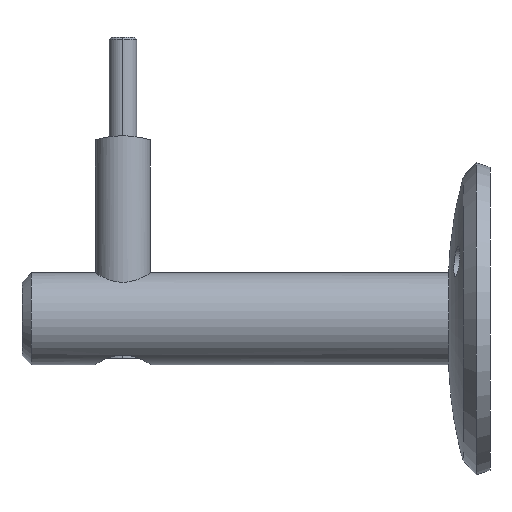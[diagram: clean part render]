
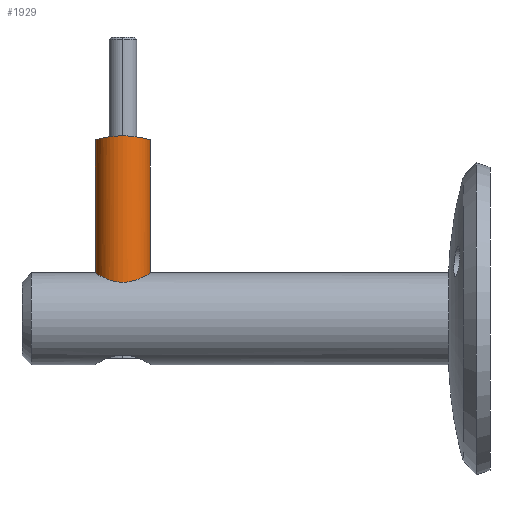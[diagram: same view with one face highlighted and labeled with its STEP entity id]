
A CAD part, left-side view. The second image highlights one B-rep face of the part: STEP entity #1929.
In plain terms, the highlighted cylindrical face has radius 6 mm (diameter 12 mm), a partial arc.
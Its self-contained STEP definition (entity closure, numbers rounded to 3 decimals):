
#8 = CARTESIAN_POINT ( 'NONE',  ( -6., 0., 0. ) ) ;
#38 = DIRECTION ( 'NONE',  ( 0., 0., -1. ) ) ;
#48 = CARTESIAN_POINT ( 'NONE',  ( 0.791, -5.961, 39.855 ) ) ;
#54 = CIRCLE ( 'NONE', #3146, 6. ) ;
#65 = CARTESIAN_POINT ( 'NONE',  ( 5.391, -2.663, 39.165 ) ) ;
#122 = VERTEX_POINT ( 'NONE', #8 ) ;
#131 = CARTESIAN_POINT ( 'NONE',  ( 1.562, -5.806, 39.81 ) ) ;
#153 = VERTEX_POINT ( 'NONE', #3544 ) ;
#159 = DIRECTION ( 'NONE',  ( -1., 0., 0. ) ) ;
#172 = CARTESIAN_POINT ( 'NONE',  ( 0.391, -6., 39.867 ) ) ;
#328 = EDGE_CURVE ( 'NONE', #153, #2570, #822, .T. ) ;
#511 = EDGE_CURVE ( 'NONE', #3261, #153, #2581, .T. ) ;
#676 = CARTESIAN_POINT ( 'NONE',  ( 5.951, -0.787, 39.014 ) ) ;
#713 = CARTESIAN_POINT ( 'NONE',  ( -4.51, -3.962, 39.373 ) ) ;
#822 = LINE ( 'NONE', #857, #1140 ) ;
#857 = CARTESIAN_POINT ( 'NONE',  ( 6., 0., 42. ) ) ;
#875 = CARTESIAN_POINT ( 'NONE',  ( 3.5, -4.878, 39.568 ) ) ;
#893 = CARTESIAN_POINT ( 'NONE',  ( 5.806, -1.565, 39.054 ) ) ;
#949 = DIRECTION ( 'NONE',  ( 0., 0., -1. ) ) ;
#1006 = CARTESIAN_POINT ( 'NONE',  ( -5.961, -0.79, 39.011 ) ) ;
#1140 = VECTOR ( 'NONE', #1936, 1000. ) ;
#1146 = CARTESIAN_POINT ( 'NONE',  ( -5.797, -1.558, 39.056 ) ) ;
#1220 = CARTESIAN_POINT ( 'NONE',  ( 0., 0., 42. ) ) ;
#1254 = CARTESIAN_POINT ( 'NONE',  ( -2.123, -5.615, 39.757 ) ) ;
#1274 = CARTESIAN_POINT ( 'NONE',  ( -0.787, -5.961, 39.855 ) ) ;
#1292 = CARTESIAN_POINT ( 'NONE',  ( 6., 0., 39. ) ) ;
#1416 = CARTESIAN_POINT ( 'NONE',  ( -3.665, -4.767, 39.542 ) ) ;
#1438 = CARTESIAN_POINT ( 'NONE',  ( 4.768, -3.663, 39.316 ) ) ;
#1454 = CYLINDRICAL_SURFACE ( 'NONE', #2617, 6. ) ;
#1519 = CARTESIAN_POINT ( 'NONE',  ( 3.959, -4.513, 39.486 ) ) ;
#1591 = VECTOR ( 'NONE', #38, 1000. ) ;
#1694 = CARTESIAN_POINT ( 'NONE',  ( -6., -0.399, 39. ) ) ;
#1710 = CARTESIAN_POINT ( 'NONE',  ( 4.521, -3.964, 39.372 ) ) ;
#1741 = ORIENTED_EDGE ( 'NONE', *, *, #328, .F. ) ;
#1774 = CARTESIAN_POINT ( 'NONE',  ( 5.99, -0.393, 39.003 ) ) ;
#1795 = CARTESIAN_POINT ( 'NONE',  ( -0.396, -6., 39.867 ) ) ;
#1843 = EDGE_CURVE ( 'NONE', #3261, #122, #3320, .T. ) ;
#1848 = CARTESIAN_POINT ( 'NONE',  ( 6., -0.196, 39. ) ) ;
#1892 = CARTESIAN_POINT ( 'NONE',  ( -6., 0., 39. ) ) ;
#1911 = ORIENTED_EDGE ( 'NONE', *, *, #2955, .T. ) ;
#1929 = ADVANCED_FACE ( 'NONE', ( #1993 ), #1454, .T. ) ;
#1936 = DIRECTION ( 'NONE',  ( 0., 0., -1. ) ) ;
#1967 = EDGE_LOOP ( 'NONE', ( #1741, #2019, #2548, #1911 ) ) ;
#1990 = CARTESIAN_POINT ( 'NONE',  ( 3.009, -5.195, 39.646 ) ) ;
#1993 = FACE_OUTER_BOUND ( 'NONE', #1967, .T. ) ;
#2019 = ORIENTED_EDGE ( 'NONE', *, *, #511, .F. ) ;
#2056 = CARTESIAN_POINT ( 'NONE',  ( -5.845, -1.367, 39.043 ) ) ;
#2078 = CARTESIAN_POINT ( 'NONE',  ( -6., 0., 39. ) ) ;
#2098 = CARTESIAN_POINT ( 'NONE',  ( -4.759, -3.659, 39.318 ) ) ;
#2214 = CARTESIAN_POINT ( 'NONE',  ( 6., 0., 0. ) ) ;
#2240 = CARTESIAN_POINT ( 'NONE',  ( -5.389, -2.668, 39.165 ) ) ;
#2258 = CARTESIAN_POINT ( 'NONE',  ( 3.176, -5.094, 39.621 ) ) ;
#2328 = CARTESIAN_POINT ( 'NONE',  ( -5.204, -3.012, 39.212 ) ) ;
#2348 = CARTESIAN_POINT ( 'NONE',  ( -1.562, -5.796, 39.808 ) ) ;
#2506 = CARTESIAN_POINT ( 'NONE',  ( 2.484, -5.465, 39.716 ) ) ;
#2526 = CARTESIAN_POINT ( 'NONE',  ( 5.202, -3.015, 39.213 ) ) ;
#2548 = ORIENTED_EDGE ( 'NONE', *, *, #1843, .T. ) ;
#2570 = VERTEX_POINT ( 'NONE', #2214 ) ;
#2581 = B_SPLINE_CURVE_WITH_KNOTS ( 'NONE', 3,
 ( #2078, #1694, #1006, #2056, #1146, #2614, #2594, #2240, #2328, #3058, #2098, #713, #2897, #2776, #1416, #3147, #3335, #1254, #2862, #2348, #2632, #1274, #1795, #172, #48, #131, #3415, #2506, #2879, #1990, #2258, #875, #2795, #1519, #3438, #1710, #1438, #2526, #65, #3348, #893, #3074, #676, #1774, #1848, #1292 ),
 .UNSPECIFIED., .F., .F.,
 ( 4, 2, 2, 2, 2, 2, 2, 2, 2, 2, 2, 2, 2, 2, 2, 2, 2, 2, 2, 2, 2, 2, 4 ),
 ( 0., 0.001, 0.002, 0.002, 0.004, 0.004, 0.005, 0.006, 0.007, 0.008, 0.008, 0.009, 0.011, 0.012, 0.012, 0.013, 0.014, 0.014, 0.015, 0.016, 0.018, 0.018, 0.019 ),
 .UNSPECIFIED. ) ;
#2594 = CARTESIAN_POINT ( 'NONE',  ( -5.615, -2.124, 39.106 ) ) ;
#2614 = CARTESIAN_POINT ( 'NONE',  ( -5.682, -1.936, 39.088 ) ) ;
#2617 = AXIS2_PLACEMENT_3D ( 'NONE', #1220, #949, #159 ) ;
#2632 = CARTESIAN_POINT ( 'NONE',  ( -1.369, -5.845, 39.822 ) ) ;
#2653 = DIRECTION ( 'NONE',  ( 0., 0., 1. ) ) ;
#2776 = CARTESIAN_POINT ( 'NONE',  ( -3.966, -4.519, 39.485 ) ) ;
#2795 = CARTESIAN_POINT ( 'NONE',  ( 3.656, -4.761, 39.541 ) ) ;
#2862 = CARTESIAN_POINT ( 'NONE',  ( -1.939, -5.682, 39.775 ) ) ;
#2879 = CARTESIAN_POINT ( 'NONE',  ( 2.663, -5.38, 39.694 ) ) ;
#2897 = CARTESIAN_POINT ( 'NONE',  ( -4.379, -4.107, 39.401 ) ) ;
#2955 = EDGE_CURVE ( 'NONE', #122, #2570, #54, .T. ) ;
#3044 = CARTESIAN_POINT ( 'NONE',  ( -6., 0., 42. ) ) ;
#3058 = CARTESIAN_POINT ( 'NONE',  ( -4.877, -3.5, 39.29 ) ) ;
#3074 = CARTESIAN_POINT ( 'NONE',  ( 5.922, -0.985, 39.022 ) ) ;
#3146 = AXIS2_PLACEMENT_3D ( 'NONE', #3435, #2653, #3472 ) ;
#3147 = CARTESIAN_POINT ( 'NONE',  ( -3.01, -5.205, 39.648 ) ) ;
#3261 = VERTEX_POINT ( 'NONE', #1892 ) ;
#3320 = LINE ( 'NONE', #3044, #1591 ) ;
#3335 = CARTESIAN_POINT ( 'NONE',  ( -2.664, -5.39, 39.696 ) ) ;
#3348 = CARTESIAN_POINT ( 'NONE',  ( 5.691, -1.94, 39.086 ) ) ;
#3415 = CARTESIAN_POINT ( 'NONE',  ( 1.937, -5.692, 39.778 ) ) ;
#3435 = CARTESIAN_POINT ( 'NONE',  ( 0., 0., 0. ) ) ;
#3438 = CARTESIAN_POINT ( 'NONE',  ( 4.105, -4.38, 39.457 ) ) ;
#3472 = DIRECTION ( 'NONE',  ( 1., 0., 0. ) ) ;
#3544 = CARTESIAN_POINT ( 'NONE',  ( 6., 0., 39. ) ) ;
